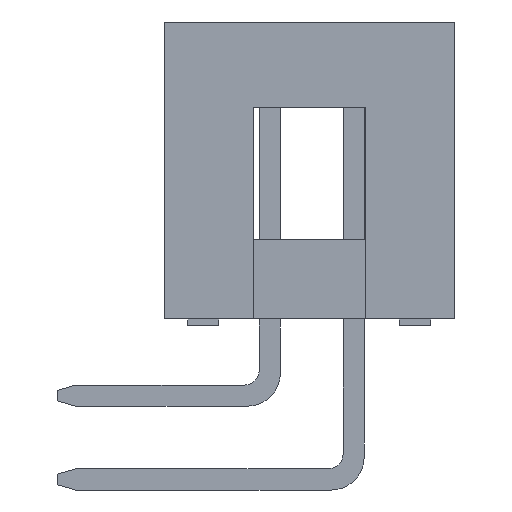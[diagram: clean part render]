
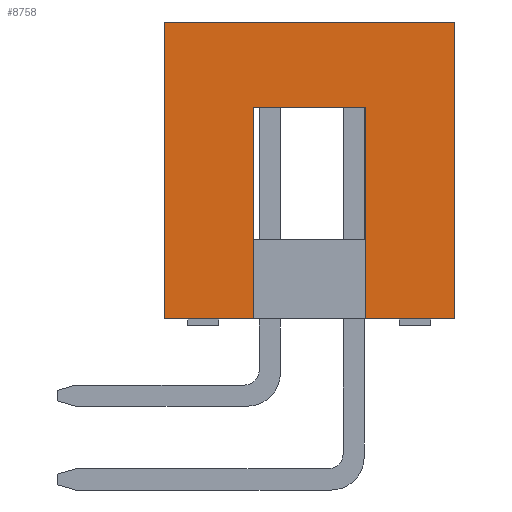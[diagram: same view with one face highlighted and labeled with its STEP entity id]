
A CAD part, left-side view. The second image highlights one B-rep face of the part: STEP entity #8758.
In plain terms, the highlighted planar face has unit normal (-1, 0, 0).
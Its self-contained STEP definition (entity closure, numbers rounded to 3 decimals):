
#6586=VERTEX_POINT('',#19620);
#7500=EDGE_CURVE('',#17258,#10634,#20609,.T.);
#8660=VERTEX_POINT('',#21882);
#8758=ADVANCED_FACE('',(#21988),#21989,.F.);
#8980=VERTEX_POINT('',#22232);
#9514=EDGE_CURVE('',#18520,#8980,#22811,.T.);
#9688=EDGE_CURVE('',#6586,#8980,#22999,.T.);
#9986=EDGE_CURVE('',#8660,#16494,#23321,.T.);
#10634=VERTEX_POINT('',#24041);
#14786=EDGE_CURVE('',#8660,#17042,#28717,.T.);
#15262=EDGE_CURVE('',#10634,#6586,#29238,.T.);
#16238=EDGE_CURVE('',#17258,#16494,#30299,.T.);
#16494=VERTEX_POINT('',#30583);
#17042=VERTEX_POINT('',#31172);
#17258=VERTEX_POINT('',#31402);
#17692=EDGE_CURVE('',#17042,#18520,#31873,.T.);
#18520=VERTEX_POINT('',#32775);
#19620=CARTESIAN_POINT('',(-44.45,-1.7,6.4));
#20609=LINE('',#35401,#35402);
#21882=CARTESIAN_POINT('',(-44.45,4.4,9.0));
#21988=FACE_OUTER_BOUND('',#37331,.T.);
#21989=PLANE('',#37332);
#22232=CARTESIAN_POINT('',(-44.45,-1.7,0.0));
#22811=LINE('',#38502,#38503);
#22999=LINE('',#38773,#38774);
#23321=LINE('',#39244,#39245);
#24041=CARTESIAN_POINT('',(-44.45,1.7,6.4));
#28717=LINE('',#46927,#46928);
#29238=LINE('',#47692,#47693);
#30299=LINE('',#49191,#49192);
#30583=CARTESIAN_POINT('',(-44.45,4.4,0.0));
#31172=CARTESIAN_POINT('',(-44.45,-4.4,9.0));
#31402=CARTESIAN_POINT('',(-44.45,1.7,0.0));
#31873=LINE('',#51487,#51488);
#32775=CARTESIAN_POINT('',(-44.45,-4.4,0.0));
#35401=CARTESIAN_POINT('',(-44.45,1.7,3.825));
#35402=VECTOR('',#55342,1.0);
#37331=EDGE_LOOP('',(#56725,#56726,#56727,#56728,#56729,#56730,#56731,#56732));
#37332=AXIS2_PLACEMENT_3D('',#56733,#56734,#56735);
#38502=CARTESIAN_POINT('',(-44.45,0.0,0.0));
#38503=VECTOR('',#57517,1.0);
#38773=CARTESIAN_POINT('',(-44.45,-1.7,3.825));
#38774=VECTOR('',#57687,1.0);
#39244=CARTESIAN_POINT('',(-44.45,4.4,4.5));
#39245=VECTOR('',#57983,1.0);
#46927=CARTESIAN_POINT('',(-44.45,0.0,9.0));
#46928=VECTOR('',#64068,1.0);
#47692=CARTESIAN_POINT('',(-44.45,0.0,6.4));
#47693=VECTOR('',#64586,1.0);
#49191=CARTESIAN_POINT('',(-44.45,0.0,0.0));
#49192=VECTOR('',#65628,1.0);
#51487=CARTESIAN_POINT('',(-44.45,-4.4,4.5));
#51488=VECTOR('',#67169,1.0);
#55342=DIRECTION('',(-0.0,0.0,1.0));
#56725=ORIENTED_EDGE('',*,*,#9688,.T.);
#56726=ORIENTED_EDGE('',*,*,#9514,.F.);
#56727=ORIENTED_EDGE('',*,*,#17692,.F.);
#56728=ORIENTED_EDGE('',*,*,#14786,.F.);
#56729=ORIENTED_EDGE('',*,*,#9986,.T.);
#56730=ORIENTED_EDGE('',*,*,#16238,.F.);
#56731=ORIENTED_EDGE('',*,*,#7500,.T.);
#56732=ORIENTED_EDGE('',*,*,#15262,.T.);
#56733=CARTESIAN_POINT('',(-44.45,0.0,4.5));
#56734=DIRECTION('',(1.0,0.0,0.0));
#56735=DIRECTION('',(0.0,0.0,-1.0));
#57517=DIRECTION('',(0.0,1.0,0.0));
#57687=DIRECTION('',(0.0,0.0,-1.0));
#57983=DIRECTION('',(0.0,0.0,-1.0));
#64068=DIRECTION('',(0.0,-1.0,0.0));
#64586=DIRECTION('',(0.0,-1.0,0.0));
#65628=DIRECTION('',(0.0,1.0,0.0));
#67169=DIRECTION('',(0.0,0.0,-1.0));
